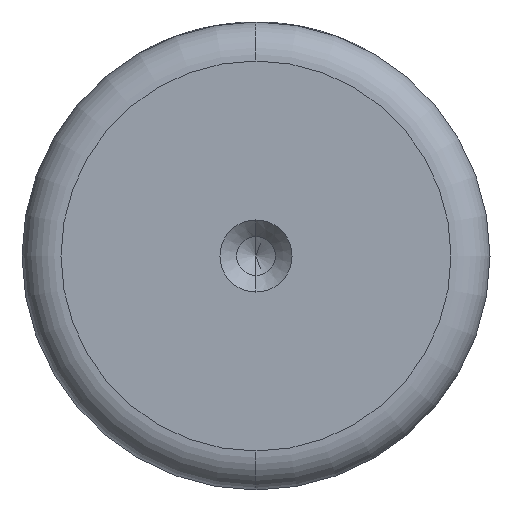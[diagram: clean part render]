
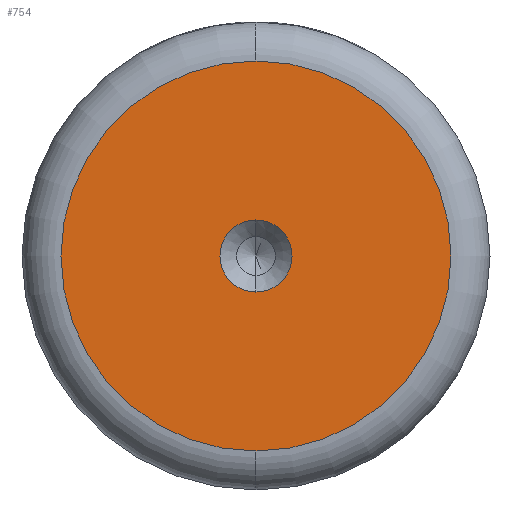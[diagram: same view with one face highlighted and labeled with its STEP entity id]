
A CAD part, left-side view. The second image highlights one B-rep face of the part: STEP entity #754.
In plain terms, the highlighted planar face has unit normal (-1, 0, 0).
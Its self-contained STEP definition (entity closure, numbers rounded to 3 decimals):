
#43 = DIRECTION ( 'NONE',  ( 0., 0., 1. ) ) ;
#57 = ORIENTED_EDGE ( 'NONE', *, *, #1066, .T. ) ;
#65 = CARTESIAN_POINT ( 'NONE',  ( 0., 0., 10. ) ) ;
#97 = FACE_OUTER_BOUND ( 'NONE', #563, .T. ) ;
#112 = CIRCLE ( 'NONE', #572, 1.85 ) ;
#118 = CARTESIAN_POINT ( 'NONE',  ( 0., 0., -10. ) ) ;
#124 = CARTESIAN_POINT ( 'NONE',  ( 0., 0., 0. ) ) ;
#158 = CARTESIAN_POINT ( 'NONE',  ( 0., 0., 0. ) ) ;
#203 = DIRECTION ( 'NONE',  ( -1., 0., 0. ) ) ;
#209 = EDGE_LOOP ( 'NONE', ( #604, #1218 ) ) ;
#229 = DIRECTION ( 'NONE',  ( -1., 0., 0. ) ) ;
#260 = DIRECTION ( 'NONE',  ( 0., 0., 1. ) ) ;
#315 = CIRCLE ( 'NONE', #639, 10. ) ;
#405 = CARTESIAN_POINT ( 'NONE',  ( 0., 0., 0. ) ) ;
#512 = DIRECTION ( 'NONE',  ( 0., 0., 1. ) ) ;
#536 = CIRCLE ( 'NONE', #755, 1.85 ) ;
#563 = EDGE_LOOP ( 'NONE', ( #57, #770 ) ) ;
#570 = AXIS2_PLACEMENT_3D ( 'NONE', #405, #1168, #512 ) ;
#572 = AXIS2_PLACEMENT_3D ( 'NONE', #841, #203, #952 ) ;
#582 = CARTESIAN_POINT ( 'NONE',  ( 0., 0., 1.85 ) ) ;
#604 = ORIENTED_EDGE ( 'NONE', *, *, #1179, .F. ) ;
#639 = AXIS2_PLACEMENT_3D ( 'NONE', #158, #907, #260 ) ;
#643 = PLANE ( 'NONE',  #763 ) ;
#672 = DIRECTION ( 'NONE',  ( -1., 0., 0. ) ) ;
#704 = VERTEX_POINT ( 'NONE', #118 ) ;
#749 = VERTEX_POINT ( 'NONE', #756 ) ;
#754 = ADVANCED_FACE ( 'NONE', ( #1023, #97 ), #643, .T. ) ;
#755 = AXIS2_PLACEMENT_3D ( 'NONE', #1324, #672, #43 ) ;
#756 = CARTESIAN_POINT ( 'NONE',  ( 0., 0., -1.85 ) ) ;
#763 = AXIS2_PLACEMENT_3D ( 'NONE', #124, #229, #982 ) ;
#770 = ORIENTED_EDGE ( 'NONE', *, *, #1181, .T. ) ;
#841 = CARTESIAN_POINT ( 'NONE',  ( 0., 0., 0. ) ) ;
#886 = EDGE_CURVE ( 'NONE', #749, #1269, #536, .T. ) ;
#904 = CIRCLE ( 'NONE', #570, 10. ) ;
#907 = DIRECTION ( 'NONE',  ( -1., 0., 0. ) ) ;
#952 = DIRECTION ( 'NONE',  ( 0., 0., 1. ) ) ;
#982 = DIRECTION ( 'NONE',  ( 0., 0., 1. ) ) ;
#1023 = FACE_BOUND ( 'NONE', #209, .T. ) ;
#1066 = EDGE_CURVE ( 'NONE', #1103, #704, #315, .T. ) ;
#1103 = VERTEX_POINT ( 'NONE', #65 ) ;
#1168 = DIRECTION ( 'NONE',  ( -1., 0., 0. ) ) ;
#1179 = EDGE_CURVE ( 'NONE', #1269, #749, #112, .T. ) ;
#1181 = EDGE_CURVE ( 'NONE', #704, #1103, #904, .T. ) ;
#1218 = ORIENTED_EDGE ( 'NONE', *, *, #886, .F. ) ;
#1269 = VERTEX_POINT ( 'NONE', #582 ) ;
#1324 = CARTESIAN_POINT ( 'NONE',  ( 0., 0., 0. ) ) ;
